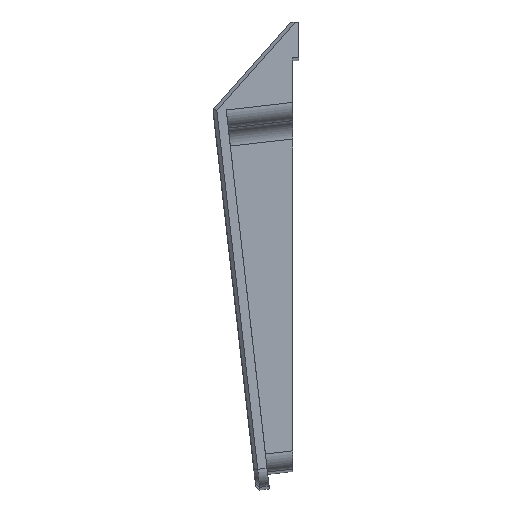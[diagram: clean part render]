
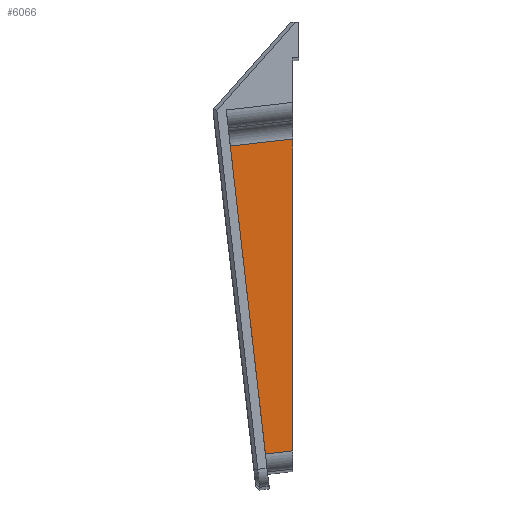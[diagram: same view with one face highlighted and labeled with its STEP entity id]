
A CAD part, top view. The second image highlights one B-rep face of the part: STEP entity #6066.
In plain terms, the highlighted planar face has unit normal (0, 0, 1).
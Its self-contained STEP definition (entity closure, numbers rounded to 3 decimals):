
#109 = ORIENTED_EDGE ( 'NONE', *, *, #7287, .T. ) ;
#1350 = CARTESIAN_POINT ( 'NONE',  ( 11.026, 5.106, 98.1 ) ) ;
#1664 = AXIS2_PLACEMENT_3D ( 'NONE', #5662, #7290, #7905 ) ;
#1776 = FACE_OUTER_BOUND ( 'NONE', #4625, .T. ) ;
#2261 = EDGE_CURVE ( 'NONE', #7579, #8573, #5548, .T. ) ;
#2295 = CARTESIAN_POINT ( 'NONE',  ( -0.433, 3.8, 98.1 ) ) ;
#2455 = VERTEX_POINT ( 'NONE', #1350 ) ;
#2955 = LINE ( 'NONE', #2295, #6069 ) ;
#3009 = DIRECTION ( 'NONE',  ( 0.994, 0.113, 0. ) ) ;
#3276 = VECTOR ( 'NONE', #5111, 1000. ) ;
#4266 = VECTOR ( 'NONE', #8544, 1000. ) ;
#4625 = EDGE_LOOP ( 'NONE', ( #5930, #109, #9092, #5238 ) ) ;
#5111 = DIRECTION ( 'NONE',  ( -0.113, 0.994, 0. ) ) ;
#5238 = ORIENTED_EDGE ( 'NONE', *, *, #2261, .T. ) ;
#5406 = CARTESIAN_POINT ( 'NONE',  ( 11.026, 0., 98.1 ) ) ;
#5453 = LINE ( 'NONE', #5406, #4266 ) ;
#5548 = LINE ( 'NONE', #8644, #7490 ) ;
#5662 = CARTESIAN_POINT ( 'NONE',  ( 0., 0., 98.1 ) ) ;
#5930 = ORIENTED_EDGE ( 'NONE', *, *, #6165, .F. ) ;
#6066 = ADVANCED_FACE ( 'NONE', ( #1776 ), #7241, .T. ) ;
#6069 = VECTOR ( 'NONE', #3009, 1000. ) ;
#6165 = EDGE_CURVE ( 'NONE', #8490, #8573, #9712, .T. ) ;
#6495 = CARTESIAN_POINT ( 'NONE',  ( 2.391, 47.199, 98.1 ) ) ;
#6520 = DIRECTION ( 'NONE',  ( -0.994, -0.113, 0. ) ) ;
#7241 = PLANE ( 'NONE',  #1664 ) ;
#7287 = EDGE_CURVE ( 'NONE', #8490, #2455, #2955, .T. ) ;
#7290 = DIRECTION ( 'NONE',  ( 0., 0., 1. ) ) ;
#7490 = VECTOR ( 'NONE', #6520, 1000. ) ;
#7570 = EDGE_CURVE ( 'NONE', #7579, #2455, #5453, .T. ) ;
#7579 = VERTEX_POINT ( 'NONE', #9157 ) ;
#7905 = DIRECTION ( 'NONE',  ( 1., 0., 0. ) ) ;
#8310 = CARTESIAN_POINT ( 'NONE',  ( 7.669, 0.874, 98.1 ) ) ;
#8490 = VERTEX_POINT ( 'NONE', #9788 ) ;
#8544 = DIRECTION ( 'NONE',  ( 0., -1., 0. ) ) ;
#8573 = VERTEX_POINT ( 'NONE', #6495 ) ;
#8644 = CARTESIAN_POINT ( 'NONE',  ( -5.278, 46.325, 98.1 ) ) ;
#9092 = ORIENTED_EDGE ( 'NONE', *, *, #7570, .F. ) ;
#9157 = CARTESIAN_POINT ( 'NONE',  ( 11.026, 48.183, 98.1 ) ) ;
#9712 = LINE ( 'NONE', #8310, #3276 ) ;
#9788 = CARTESIAN_POINT ( 'NONE',  ( 7.236, 4.674, 98.1 ) ) ;
